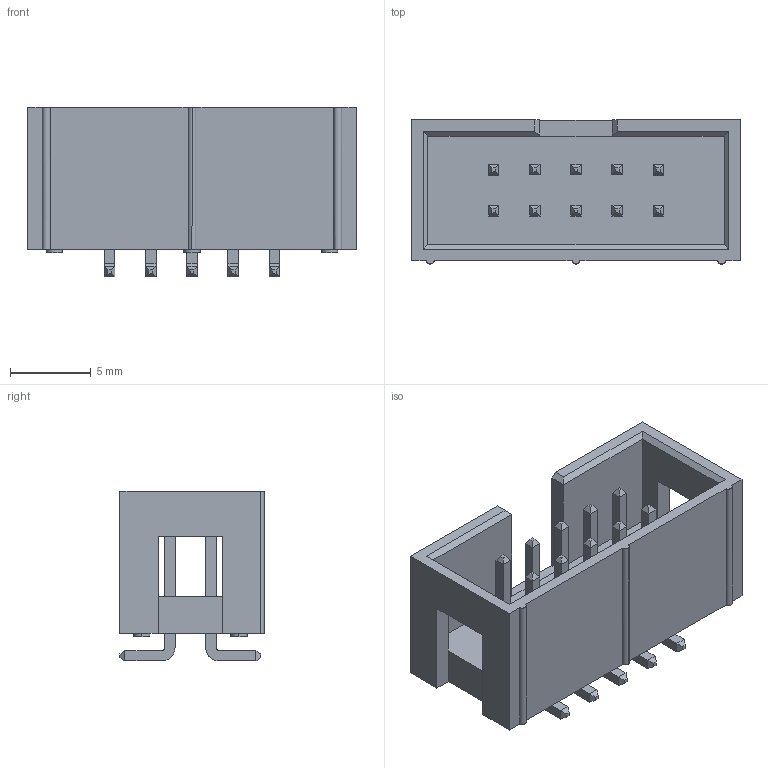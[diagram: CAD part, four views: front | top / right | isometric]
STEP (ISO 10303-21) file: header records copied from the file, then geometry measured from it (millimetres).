
FILE_DESCRIPTION (( 'STEP AP214' ), '1' );
FILE_NAME ('IDC-SMD_10P-P2.54-V-R2-C5-S9.50.step', '2022-07-02T13:33:49', ( '' ), ( '' ), 'SwSTEP 2.0', 'SolidWorks 2020', '' );
FILE_SCHEMA (( 'AUTOMOTIVE_DESIGN' ));
Length unit declared in the file: millimetre
Products named in the file (1): IDC-SMD_10P-P2.54-V-R2-C5-S9.50
Bounding box: 20.3 x 8.9 x 10.5 mm (x, y, z)
Volume: 717.8 mm3; surface area: 1440.1 mm2
Topology: 10 solids, 10 shells, 564 faces, 1420 edges, 916 vertices
Faces by surface type: plane 423, bspline 105, cylinder 36
Entity records: 24133 total; most frequent: CARTESIAN_POINT 5486, ORIENTED_EDGE 2840, DIRECTION 1902, EDGE_CURVE 1420, VECTOR 982, LINE 982, VERTEX_POINT 916, EDGE_LOOP 610
